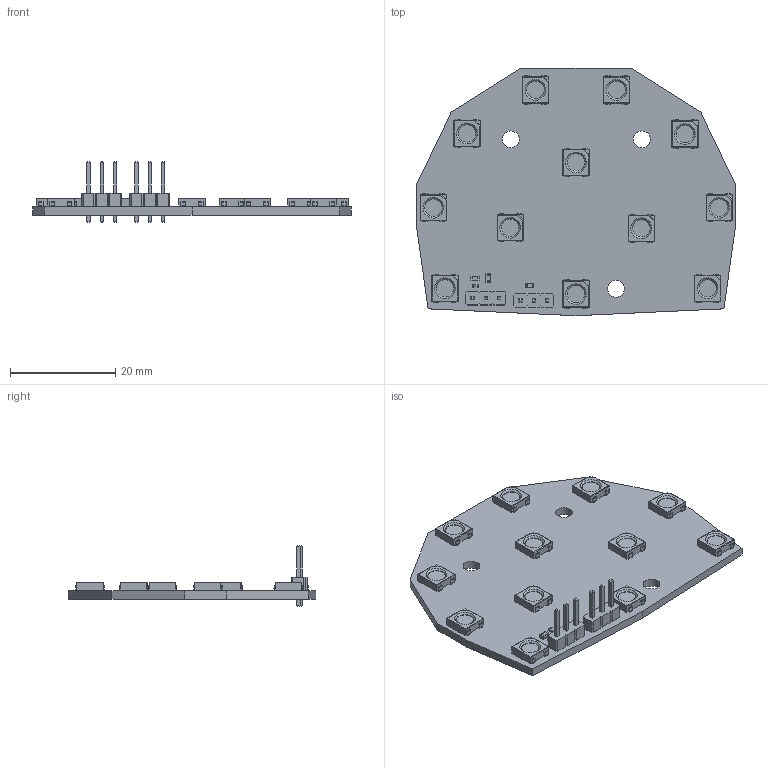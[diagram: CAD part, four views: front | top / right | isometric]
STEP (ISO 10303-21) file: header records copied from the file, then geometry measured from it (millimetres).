
FILE_DESCRIPTION(('KiCad electronic assembly'),'2;1');
FILE_NAME('circle-big.step','2022-05-08T18:57:50',('Pcbnew'),('Kicad'), 'Open CASCADE STEP processor 7.6','KiCad to STEP converter','Unknown' );
FILE_SCHEMA(('AUTOMOTIVE_DESIGN { 1 0 10303 214 1 1 1 1 }'));
Length unit declared in the file: millimetre
Products named in the file (12): circle-big 1; LED_WS2812B_PLCC4_5.0x5.0mm_P3.2mm; SOLID; R_0603_1608Metric; PinHeader_1x03_P2.54mm_Vertical; C_0603_1608Metric; C_0402_1005Metric; circle-big PCB
Assembly tree (24 placements, depth 3):
  circle-big 1
    LED_WS2812B_PLCC4_5.0x5.0mm_P3.2mm  x12
      SOLID
    R_0603_1608Metric  x2
      SOLID
    PinHeader_1x03_P2.54mm_Vertical  x2
      SOLID
    C_0603_1608Metric
      SOLID
    C_0402_1005Metric
      SOLID
    circle-big PCB
Bounding box: 60.6 x 47 x 11.54 mm (x, y, z)
Volume: 4423.1 mm3; surface area: 6670.7 mm2
Topology: 19 solids, 19 shells, 1098 faces, 3112 edges, 2032 vertices
Faces by surface type: bspline 1076, plane 13, cylinder 9
Full cylindrical faces by diameter (mm): 1 x6, 3.2 x3
Entity records: 16522 total; most frequent: CARTESIAN_POINT 5805, B_SPLINE_CURVE_WITH_KNOTS 1577, ORIENTED_EDGE 1306, PCURVE 1306, DEFINITIONAL_REPRESENTATION 1306, EDGE_CURVE 653, SURFACE_CURVE 642, VERTEX_POINT 424
